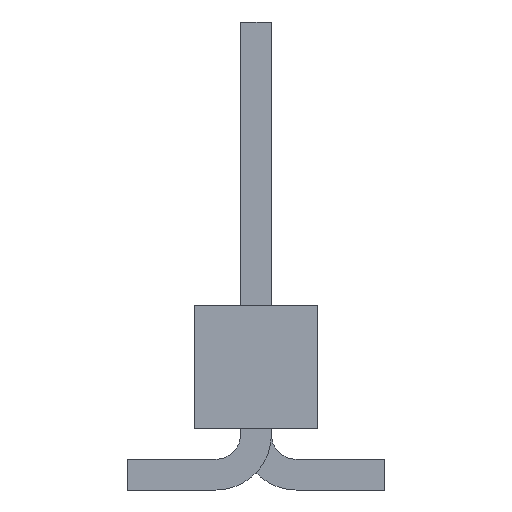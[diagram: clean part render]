
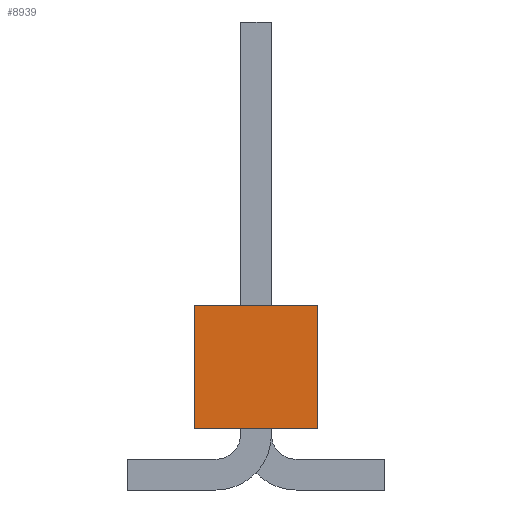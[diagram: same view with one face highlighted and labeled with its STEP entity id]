
A CAD part, left-side view. The second image highlights one B-rep face of the part: STEP entity #8939.
In plain terms, the highlighted face is planar.
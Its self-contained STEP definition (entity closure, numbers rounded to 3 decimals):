
#1964 = VERTEX_POINT('',#1965);
#1965 = CARTESIAN_POINT('',(36.83,1.27,1.27));
#1971 = EDGE_CURVE('',#1964,#1972,#1974,.T.);
#1972 = VERTEX_POINT('',#1973);
#1973 = CARTESIAN_POINT('',(36.83,1.27,-1.27));
#1974 = LINE('',#1975,#1976);
#1975 = CARTESIAN_POINT('',(36.83,1.27,1.27));
#1976 = VECTOR('',#1977,1.);
#1977 = DIRECTION('',(0.,0.,-1.));
#4742 = VERTEX_POINT('',#4743);
#4743 = CARTESIAN_POINT('',(36.83,-1.27,-1.27));
#4749 = EDGE_CURVE('',#4750,#4742,#4752,.T.);
#4750 = VERTEX_POINT('',#4751);
#4751 = CARTESIAN_POINT('',(36.83,-1.27,1.27));
#4752 = LINE('',#4753,#4754);
#4753 = CARTESIAN_POINT('',(36.83,-1.27,1.27));
#4754 = VECTOR('',#4755,1.);
#4755 = DIRECTION('',(0.,0.,-1.));
#6306 = EDGE_CURVE('',#1972,#4742,#6307,.T.);
#6307 = LINE('',#6308,#6309);
#6308 = CARTESIAN_POINT('',(36.83,1.27,-1.27));
#6309 = VECTOR('',#6310,1.);
#6310 = DIRECTION('',(0.,-1.,0.));
#6328 = EDGE_CURVE('',#1964,#4750,#6329,.T.);
#6329 = LINE('',#6330,#6331);
#6330 = CARTESIAN_POINT('',(36.83,1.27,1.27));
#6331 = VECTOR('',#6332,1.);
#6332 = DIRECTION('',(0.,-1.,0.));
#8939 = ADVANCED_FACE('',(#8940),#8946,.F.);
#8940 = FACE_BOUND('',#8941,.T.);
#8941 = EDGE_LOOP('',(#8942,#8943,#8944,#8945));
#8942 = ORIENTED_EDGE('',*,*,#4749,.T.);
#8943 = ORIENTED_EDGE('',*,*,#6306,.F.);
#8944 = ORIENTED_EDGE('',*,*,#1971,.F.);
#8945 = ORIENTED_EDGE('',*,*,#6328,.T.);
#8946 = PLANE('',#8947);
#8947 = AXIS2_PLACEMENT_3D('',#8948,#8949,#8950);
#8948 = CARTESIAN_POINT('',(36.83,1.27,1.27));
#8949 = DIRECTION('',(-1.,0.,0.));
#8950 = DIRECTION('',(0.,0.,1.));
